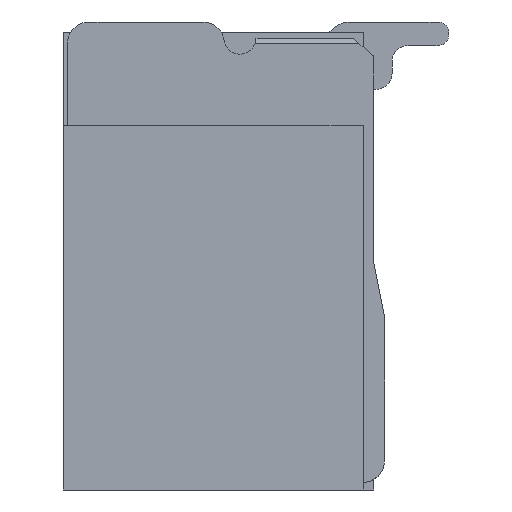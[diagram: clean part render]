
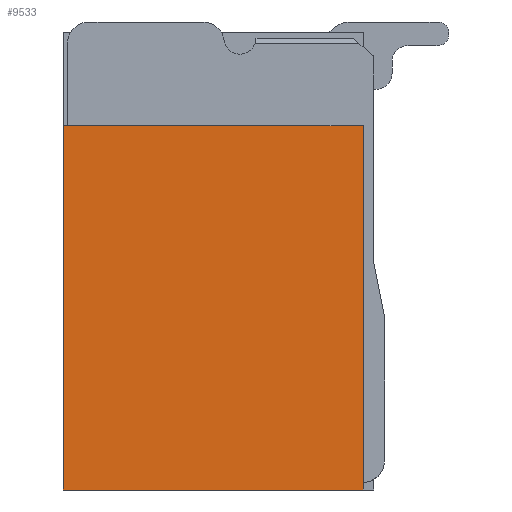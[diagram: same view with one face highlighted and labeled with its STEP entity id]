
A CAD part, left-side view. The second image highlights one B-rep face of the part: STEP entity #9533.
In plain terms, the highlighted planar face has unit normal (-1, 0, 0).
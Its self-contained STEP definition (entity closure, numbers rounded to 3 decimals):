
#7409=CARTESIAN_POINT('',(-21.254,11.717,-2.135));
#7410=VERTEX_POINT('',#7409);
#7417=CARTESIAN_POINT('',(-21.254,14.517,-2.135));
#7418=VERTEX_POINT('',#7417);
#7419=CARTESIAN_POINT('',(-21.254,11.717,-2.135));
#7420=DIRECTION('',(0.,1.,0.));
#7421=VECTOR('',#7420,2.8);
#7422=LINE('',#7419,#7421);
#7423=EDGE_CURVE('',#7410,#7418,#7422,.T.);
#9492=CARTESIAN_POINT('',(-21.254,11.717,1.265));
#9493=VERTEX_POINT('',#9492);
#9500=CARTESIAN_POINT('',(-21.254,11.717,1.265));
#9501=DIRECTION('',(0.,0.,-1.));
#9502=VECTOR('',#9501,3.4);
#9503=LINE('',#9500,#9502);
#9504=EDGE_CURVE('',#9493,#7410,#9503,.T.);
#9510=CARTESIAN_POINT('',(-21.254,14.517,1.265));
#9511=DIRECTION('',(0.,0.,-1.));
#9512=DIRECTION('',(-1.,-0.,-0.));
#9513=AXIS2_PLACEMENT_3D('',#9510,#9512,#9511);
#9514=PLANE('',#9513);
#9515=ORIENTED_EDGE('',*,*,#9504,.F.);
#9516=CARTESIAN_POINT('',(-21.254,14.517,1.265));
#9517=VERTEX_POINT('',#9516);
#9518=CARTESIAN_POINT('',(-21.254,14.517,1.265));
#9519=DIRECTION('',(0.,-1.,0.));
#9520=VECTOR('',#9519,2.8);
#9521=LINE('',#9518,#9520);
#9522=EDGE_CURVE('',#9517,#9493,#9521,.T.);
#9523=ORIENTED_EDGE('',*,*,#9522,.F.);
#9524=CARTESIAN_POINT('',(-21.254,14.517,-2.135));
#9525=DIRECTION('',(0.,0.,1.));
#9526=VECTOR('',#9525,3.4);
#9527=LINE('',#9524,#9526);
#9528=EDGE_CURVE('',#7418,#9517,#9527,.T.);
#9529=ORIENTED_EDGE('',*,*,#9528,.F.);
#9530=ORIENTED_EDGE('',*,*,#7423,.F.);
#9531=EDGE_LOOP('',(#9515,#9523,#9529,#9530));
#9532=FACE_OUTER_BOUND('',#9531,.T.);
#9533=ADVANCED_FACE('',(#9532),#9514,.T.);
